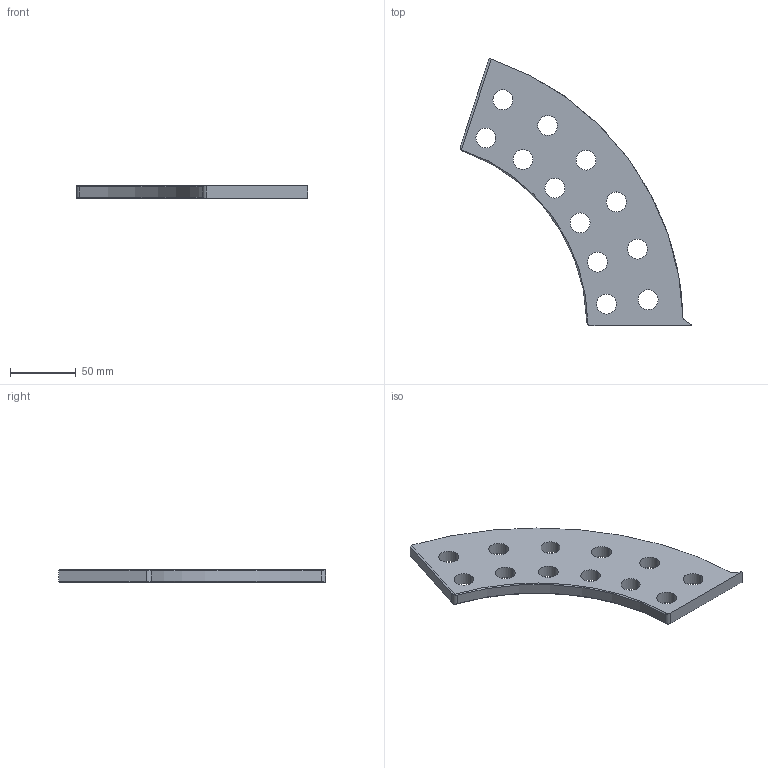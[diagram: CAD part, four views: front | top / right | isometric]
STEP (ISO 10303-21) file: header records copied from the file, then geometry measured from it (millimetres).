
FILE_DESCRIPTION (( 'STEP AP203' ), '1' );
FILE_NAME ('M7580.STEP', '2022-04-21T20:38:38', ( '' ), ( '' ), 'SwSTEP 2.0', 'SolidWorks 2020', '' );
FILE_SCHEMA (( 'CONFIG_CONTROL_DESIGN' ));
Length unit declared in the file: inch
Products named in the file (1): M7580
Bounding box: 175.18 x 202.41 x 9.49 mm (x, y, z)
Volume: 130063.5 mm3; surface area: 38768.2 mm2
Topology: 1 solids, 1 shells, 42 faces, 118 edges, 78 vertices
Faces by surface type: cylinder 28, plane 9, torus 3, cone 2
Entity records: 1567 total; most frequent: CARTESIAN_POINT 323, DIRECTION 253, ORIENTED_EDGE 236, EDGE_CURVE 118, AXIS2_PLACEMENT_3D 106, VERTEX_POINT 78, EDGE_LOOP 66, CIRCLE 63
